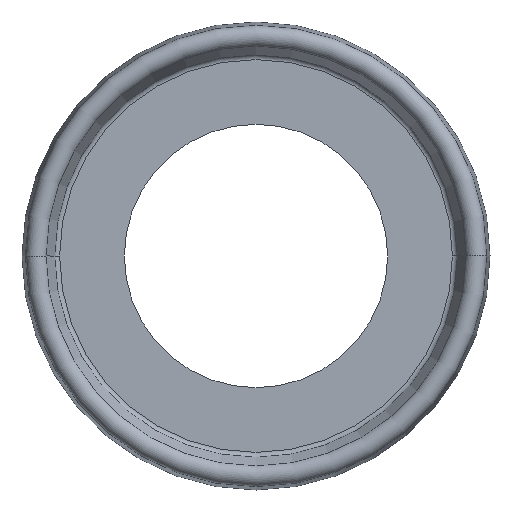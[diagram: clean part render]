
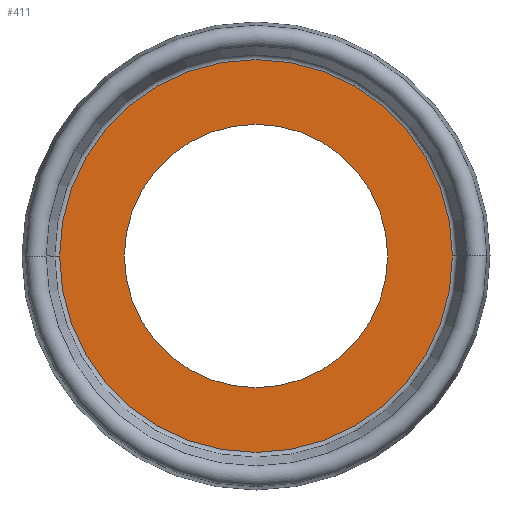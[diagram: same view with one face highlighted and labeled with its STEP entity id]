
A CAD part, left-side view. The second image highlights one B-rep face of the part: STEP entity #411.
In plain terms, the highlighted planar face has unit normal (-1, 0, 0).
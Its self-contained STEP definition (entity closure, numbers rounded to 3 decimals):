
#1 = EDGE_LOOP ( 'NONE', ( #441, #301 ) ) ;
#22 = EDGE_LOOP ( 'NONE', ( #371, #77 ) ) ;
#69 = CARTESIAN_POINT ( 'NONE',  ( -0.9, -6.1, 0. ) ) ;
#75 = EDGE_CURVE ( 'NONE', #192, #244, #488, .T. ) ;
#77 = ORIENTED_EDGE ( 'NONE', *, *, #75, .F. ) ;
#82 = CIRCLE ( 'NONE', #398, 6.1 ) ;
#100 = DIRECTION ( 'NONE',  ( 0., 1., 0. ) ) ;
#113 = FACE_BOUND ( 'NONE', #1, .T. ) ;
#115 = EDGE_CURVE ( 'NONE', #244, #192, #418, .T. ) ;
#133 = VERTEX_POINT ( 'NONE', #265 ) ;
#135 = AXIS2_PLACEMENT_3D ( 'NONE', #333, #294, #499 ) ;
#152 = CARTESIAN_POINT ( 'NONE',  ( -0.9, 0., 0. ) ) ;
#180 = CARTESIAN_POINT ( 'NONE',  ( -0.9, -9.097, 0. ) ) ;
#187 = DIRECTION ( 'NONE',  ( 0., 1., 0. ) ) ;
#192 = VERTEX_POINT ( 'NONE', #180 ) ;
#209 = DIRECTION ( 'NONE',  ( 0., -1., 0. ) ) ;
#244 = VERTEX_POINT ( 'NONE', #495 ) ;
#249 = EDGE_CURVE ( 'NONE', #133, #554, #82, .T. ) ;
#254 = DIRECTION ( 'NONE',  ( -1., 0., 0. ) ) ;
#264 = EDGE_CURVE ( 'NONE', #554, #133, #410, .T. ) ;
#265 = CARTESIAN_POINT ( 'NONE',  ( -0.9, 6.1, 0. ) ) ;
#294 = DIRECTION ( 'NONE',  ( 1., 0., 0. ) ) ;
#298 = AXIS2_PLACEMENT_3D ( 'NONE', #403, #484, #412 ) ;
#301 = ORIENTED_EDGE ( 'NONE', *, *, #264, .T. ) ;
#333 = CARTESIAN_POINT ( 'NONE',  ( -0.9, 0., 0. ) ) ;
#335 = DIRECTION ( 'NONE',  ( 1., 0., 0. ) ) ;
#350 = AXIS2_PLACEMENT_3D ( 'NONE', #562, #254, #209 ) ;
#371 = ORIENTED_EDGE ( 'NONE', *, *, #115, .F. ) ;
#395 = PLANE ( 'NONE',  #350 ) ;
#398 = AXIS2_PLACEMENT_3D ( 'NONE', #152, #335, #100 ) ;
#403 = CARTESIAN_POINT ( 'NONE',  ( -0.9, 0., 0. ) ) ;
#405 = DIRECTION ( 'NONE',  ( 1., 0., 0. ) ) ;
#410 = CIRCLE ( 'NONE', #135, 6.1 ) ;
#411 = ADVANCED_FACE ( 'NONE', ( #113, #510 ), #395, .T. ) ;
#412 = DIRECTION ( 'NONE',  ( 0., 1., 0. ) ) ;
#418 = CIRCLE ( 'NONE', #560, 9.097 ) ;
#441 = ORIENTED_EDGE ( 'NONE', *, *, #249, .T. ) ;
#484 = DIRECTION ( 'NONE',  ( 1., 0., 0. ) ) ;
#488 = CIRCLE ( 'NONE', #298, 9.097 ) ;
#495 = CARTESIAN_POINT ( 'NONE',  ( -0.9, 9.097, 0. ) ) ;
#499 = DIRECTION ( 'NONE',  ( 0., 1., 0. ) ) ;
#510 = FACE_OUTER_BOUND ( 'NONE', #22, .T. ) ;
#554 = VERTEX_POINT ( 'NONE', #69 ) ;
#560 = AXIS2_PLACEMENT_3D ( 'NONE', #568, #405, #187 ) ;
#562 = CARTESIAN_POINT ( 'NONE',  ( -0.9, 6.1, 0. ) ) ;
#568 = CARTESIAN_POINT ( 'NONE',  ( -0.9, 0., 0. ) ) ;
